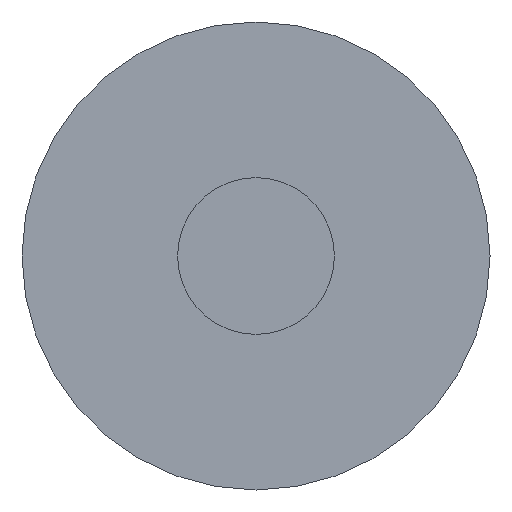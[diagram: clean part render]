
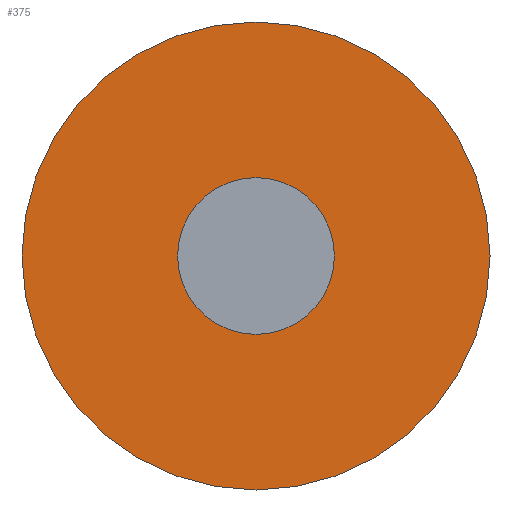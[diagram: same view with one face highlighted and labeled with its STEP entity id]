
A CAD part, front view. The second image highlights one B-rep face of the part: STEP entity #375.
In plain terms, the highlighted planar face has unit normal (0, -1, 0).
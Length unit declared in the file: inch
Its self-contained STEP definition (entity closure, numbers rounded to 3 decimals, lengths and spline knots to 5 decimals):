
#5 = CARTESIAN_POINT ( 'NONE',  ( 0., -0.0915, 0.04625 ) ) ;
#45 = CIRCLE ( 'NONE', #443, 0.04625 ) ;
#54 = CARTESIAN_POINT ( 'NONE',  ( 0., -0.0915, -0.04625 ) ) ;
#61 = VERTEX_POINT ( 'NONE', #5 ) ;
#87 = CARTESIAN_POINT ( 'NONE',  ( 0., -0.0915, 0. ) ) ;
#107 = FACE_OUTER_BOUND ( 'NONE', #133, .T. ) ;
#116 = ORIENTED_EDGE ( 'NONE', *, *, #425, .F. ) ;
#133 = EDGE_LOOP ( 'NONE', ( #385, #116 ) ) ;
#167 = DIRECTION ( 'NONE',  ( 0., 1., 0. ) ) ;
#168 = DIRECTION ( 'NONE',  ( 0., 0., 1. ) ) ;
#203 = DIRECTION ( 'NONE',  ( 0., 1., 0. ) ) ;
#208 = DIRECTION ( 'NONE',  ( 0., 1., 0. ) ) ;
#251 = DIRECTION ( 'NONE',  ( 0., 0., 1. ) ) ;
#258 = CIRCLE ( 'NONE', #373, 0.04625 ) ;
#323 = AXIS2_PLACEMENT_3D ( 'NONE', #420, #208, #168 ) ;
#373 = AXIS2_PLACEMENT_3D ( 'NONE', #381, #167, #251 ) ;
#375 = ADVANCED_FACE ( 'NONE', ( #107 ), #459, .F. ) ;
#381 = CARTESIAN_POINT ( 'NONE',  ( 0., -0.0915, 0. ) ) ;
#385 = ORIENTED_EDGE ( 'NONE', *, *, #390, .F. ) ;
#390 = EDGE_CURVE ( 'NONE', #429, #61, #45, .T. ) ;
#420 = CARTESIAN_POINT ( 'NONE',  ( 0., -0.0915, 0. ) ) ;
#425 = EDGE_CURVE ( 'NONE', #61, #429, #258, .T. ) ;
#429 = VERTEX_POINT ( 'NONE', #54 ) ;
#443 = AXIS2_PLACEMENT_3D ( 'NONE', #87, #203, #453 ) ;
#453 = DIRECTION ( 'NONE',  ( 0., 0., 1. ) ) ;
#459 = PLANE ( 'NONE',  #323 ) ;
